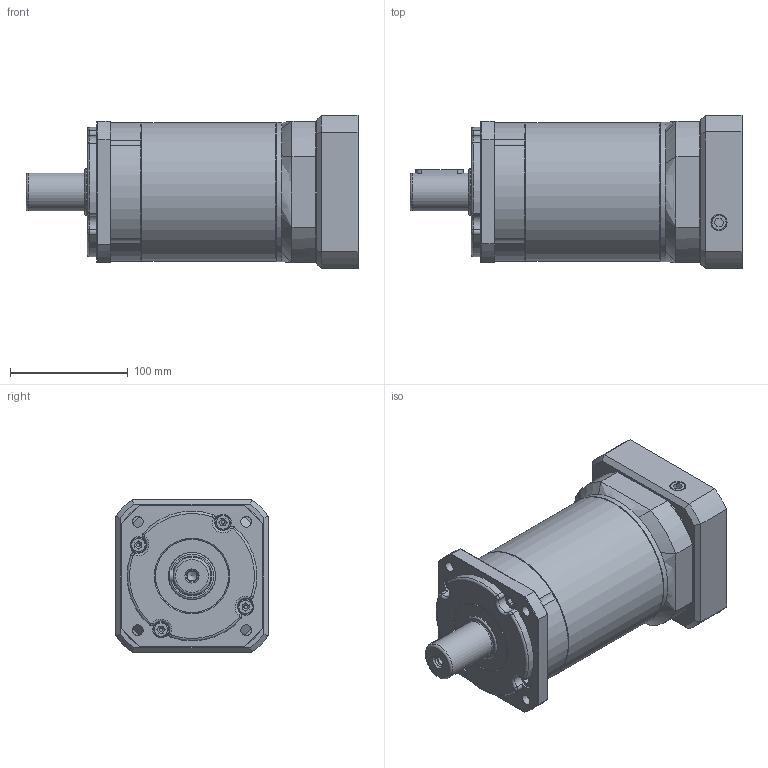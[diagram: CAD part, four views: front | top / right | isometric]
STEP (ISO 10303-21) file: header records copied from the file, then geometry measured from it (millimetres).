
FILE_DESCRIPTION((''),'2;1');
FILE_NAME('KFB-120-2.stp','2012-02-15T13:40:52',('young'),(''),'Autodesk Inventor 2012','Autodesk Inventor 2012','');
FILE_SCHEMA(('AUTOMOTIVE_DESIGN { 1 0 10303 214 1 1 1 1 }'));
Length unit declared in the file: millimetre
Products named in the file (1): KFB-120-2
Bounding box: 281.5 x 130 x 130 mm (x, y, z)
Volume: 2369032.7 mm3; surface area: 336727.6 mm2
Topology: 25 solids, 25 shells, 934 faces, 2199 edges, 1382 vertices
Faces by surface type: plane 427, cylinder 245, cone 153, bspline 65, torus 42, sphere 2
Full cylindrical faces by diameter (mm): 0.454 x1, 6.8 x9, 8 x13, 8.5 x9, 9 x9, 10 x1, 11.125 x2, 13 x15, 14 x4, 28.2 x1, 29.9 x1, 32 x1, 38.2 x1, 39.8 x2, 40 x3, 47 x1, 50 x3, 55 x3, 62 x2, 65 x2, 74 x1, 80 x1, 84 x1, 90 x3, 105 x1, 118 x2
Entity records: 28558 total; most frequent: CARTESIAN_POINT 7806, DIRECTION 4389, ORIENTED_EDGE 3946, EDGE_CURVE 1973, AXIS2_PLACEMENT_3D 1733, VERTEX_POINT 1341, EDGE_LOOP 1236, FACE_OUTER_BOUND 934
